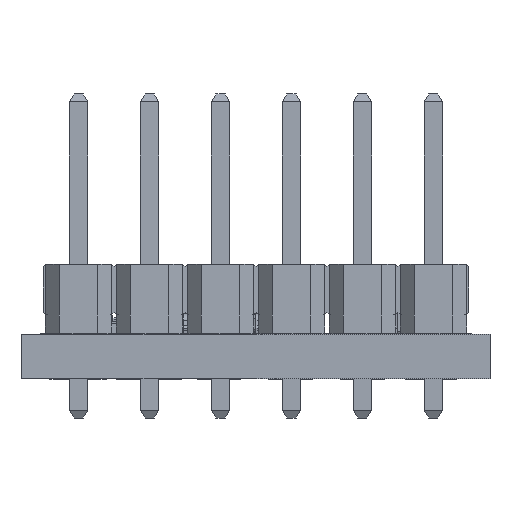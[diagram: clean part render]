
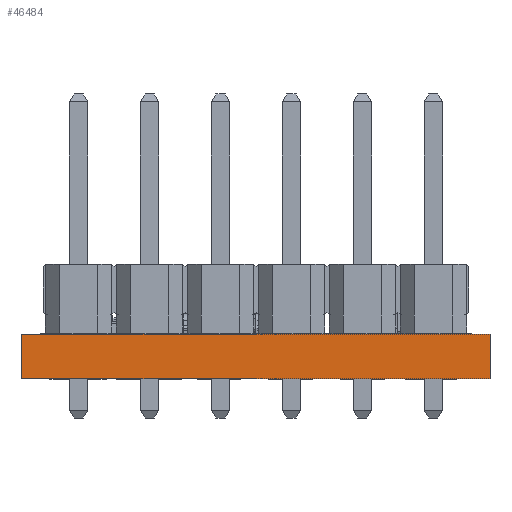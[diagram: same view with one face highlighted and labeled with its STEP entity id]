
A CAD part, left-side view. The second image highlights one B-rep face of the part: STEP entity #46484.
In plain terms, the highlighted planar face has unit normal (-1, 0, 0).
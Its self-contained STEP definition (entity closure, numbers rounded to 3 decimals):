
#2524=ORIENTED_EDGE('',*,*,#12337,.T.);
#2525=ORIENTED_EDGE('',*,*,#12379,.F.);
#2526=ORIENTED_EDGE('',*,*,#11418,.F.);
#2527=ORIENTED_EDGE('',*,*,#12381,.T.);
#11418=EDGE_CURVE('',#16351,#16348,#19495,.T.);
#12337=EDGE_CURVE('',#17271,#17269,#20221,.T.);
#12379=EDGE_CURVE('',#16348,#17269,#20235,.T.);
#12381=EDGE_CURVE('',#16351,#17271,#20237,.T.);
#16348=VERTEX_POINT('',#60075);
#16351=VERTEX_POINT('',#60080);
#17269=VERTEX_POINT('',#63013);
#17271=VERTEX_POINT('',#63016);
#19495=LINE('',#60081,#23576);
#20221=LINE('',#63015,#24302);
#20235=LINE('',#63109,#24316);
#20237=LINE('',#63113,#24318);
#23576=VECTOR('',#50990,1000.);
#24302=VECTOR('',#51944,1000.);
#24316=VECTOR('',#52038,1000.);
#24318=VECTOR('',#52044,1000.);
#27750=EDGE_LOOP('',(#2524,#2525,#2526,#2527));
#30005=FACE_BOUND('',#27750,.T.);
#32110=PLANE('',#48721);
#46484=ADVANCED_FACE('',(#30005),#32110,.F.);
#48721=AXIS2_PLACEMENT_3D('',#63114,#52045,#52046);
#50990=DIRECTION('',(0.,-1.,0.));
#51944=DIRECTION('',(0.,-1.,0.));
#52038=DIRECTION('',(0.,0.,-1.));
#52044=DIRECTION('',(0.,0.,-1.));
#52045=DIRECTION('',(1.,0.,0.));
#52046=DIRECTION('',(0.,0.,-1.));
#60075=CARTESIAN_POINT('',(-9.3,-8.375,1.6));
#60080=CARTESIAN_POINT('',(-9.3,8.375,1.6));
#60081=CARTESIAN_POINT('',(-9.3,8.4,1.6));
#63013=CARTESIAN_POINT('',(-9.3,-8.375,0.));
#63015=CARTESIAN_POINT('',(-9.3,8.4,0.));
#63016=CARTESIAN_POINT('',(-9.3,8.375,0.));
#63109=CARTESIAN_POINT('',(-9.3,-8.375,1.6));
#63113=CARTESIAN_POINT('',(-9.3,8.375,1.6));
#63114=CARTESIAN_POINT('',(-9.3,8.4,1.6));
